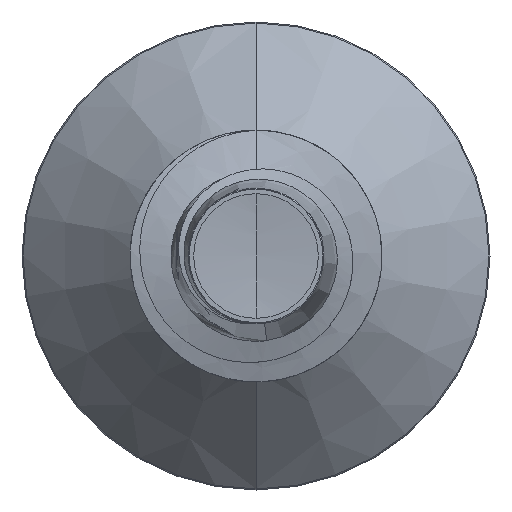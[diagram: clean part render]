
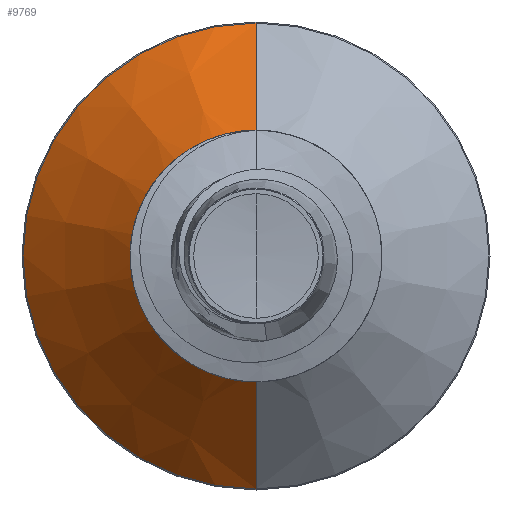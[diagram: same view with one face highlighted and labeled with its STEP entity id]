
A CAD part, front view. The second image highlights one B-rep face of the part: STEP entity #9769.
In plain terms, the highlighted conical face has half-angle 45 degrees and reference radius 2.301 mm.
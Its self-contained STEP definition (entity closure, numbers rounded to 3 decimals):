
#306 = VERTEX_POINT ( 'NONE', #25425 ) ;
#365 = CARTESIAN_POINT ( 'NONE',  ( 0., 21.728, -4.628 ) ) ;
#518 = VERTEX_POINT ( 'NONE', #16827 ) ;
#800 = EDGE_CURVE ( 'NONE', #7833, #306, #25340, .T. ) ;
#3189 = EDGE_CURVE ( 'NONE', #24921, #518, #17424, .T. ) ;
#5166 = EDGE_LOOP ( 'NONE', ( #22016, #22968, #22571, #23067 ) ) ;
#7123 = CARTESIAN_POINT ( 'NONE',  ( 0., 19.401, -2.301 ) ) ;
#7330 = LINE ( 'NONE', #18881, #26401 ) ;
#7833 = VERTEX_POINT ( 'NONE', #7123 ) ;
#7932 = DIRECTION ( 'NONE',  ( 0., 0., 1. ) ) ;
#7965 = DIRECTION ( 'NONE',  ( 0., 1., 0. ) ) ;
#7993 = CARTESIAN_POINT ( 'NONE',  ( 0., 21.728, 0. ) ) ;
#9769 = ADVANCED_FACE ( 'NONE', ( #11334 ), #15922, .T. ) ;
#11177 = EDGE_CURVE ( 'NONE', #306, #518, #7330, .T. ) ;
#11334 = FACE_OUTER_BOUND ( 'NONE', #5166, .T. ) ;
#12803 = VECTOR ( 'NONE', #13215, 1000. ) ;
#13086 = CARTESIAN_POINT ( 'NONE',  ( 0., 19.401, -2.301 ) ) ;
#13215 = DIRECTION ( 'NONE',  ( 0., 0.707, -0.707 ) ) ;
#13451 = AXIS2_PLACEMENT_3D ( 'NONE', #23837, #23427, #23358 ) ;
#13974 = EDGE_CURVE ( 'NONE', #7833, #24921, #26202, .T. ) ;
#15922 = CONICAL_SURFACE ( 'NONE', #13451, 2.301, 0.785 ) ;
#16024 = DIRECTION ( 'NONE',  ( 0., 0., 1. ) ) ;
#16051 = DIRECTION ( 'NONE',  ( 0., 1., 0. ) ) ;
#16055 = CARTESIAN_POINT ( 'NONE',  ( 0., 19.401, 0. ) ) ;
#16827 = CARTESIAN_POINT ( 'NONE',  ( 0., 21.728, 4.628 ) ) ;
#17064 = AXIS2_PLACEMENT_3D ( 'NONE', #7993, #7965, #7932 ) ;
#17424 = CIRCLE ( 'NONE', #17064, 4.628 ) ;
#18881 = CARTESIAN_POINT ( 'NONE',  ( 0., 19.401, 2.301 ) ) ;
#18907 = DIRECTION ( 'NONE',  ( 0., 0.707, 0.707 ) ) ;
#22016 = ORIENTED_EDGE ( 'NONE', *, *, #13974, .F. ) ;
#22571 = ORIENTED_EDGE ( 'NONE', *, *, #11177, .T. ) ;
#22968 = ORIENTED_EDGE ( 'NONE', *, *, #800, .T. ) ;
#23067 = ORIENTED_EDGE ( 'NONE', *, *, #3189, .F. ) ;
#23108 = AXIS2_PLACEMENT_3D ( 'NONE', #16055, #16051, #16024 ) ;
#23358 = DIRECTION ( 'NONE',  ( 0., 0., 1. ) ) ;
#23427 = DIRECTION ( 'NONE',  ( 0., 1., 0. ) ) ;
#23837 = CARTESIAN_POINT ( 'NONE',  ( 0., 19.401, 0. ) ) ;
#24921 = VERTEX_POINT ( 'NONE', #365 ) ;
#25340 = CIRCLE ( 'NONE', #23108, 2.301 ) ;
#25425 = CARTESIAN_POINT ( 'NONE',  ( 0., 19.401, 2.301 ) ) ;
#26202 = LINE ( 'NONE', #13086, #12803 ) ;
#26401 = VECTOR ( 'NONE', #18907, 1000. ) ;
